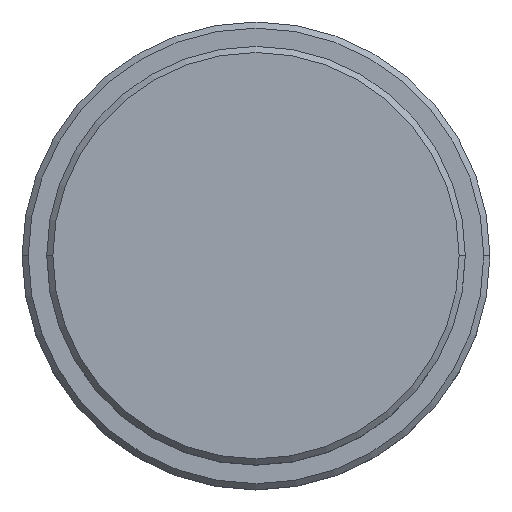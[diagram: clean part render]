
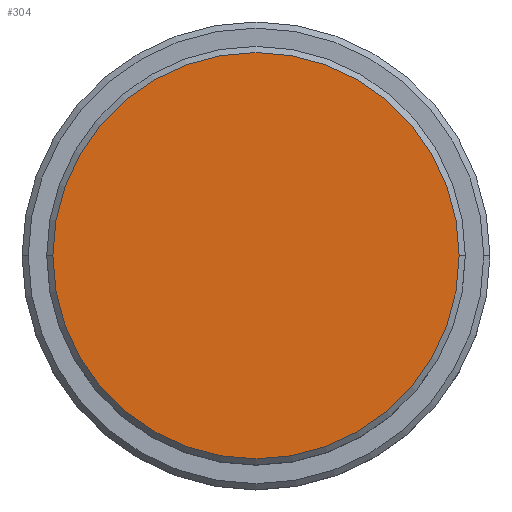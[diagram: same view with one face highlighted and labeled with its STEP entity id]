
A CAD part, top view. The second image highlights one B-rep face of the part: STEP entity #304.
In plain terms, the highlighted planar face has unit normal (0, 0, 1).
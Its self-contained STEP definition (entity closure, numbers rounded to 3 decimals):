
#34 = DIRECTION ( 'NONE',  ( 0., 0., 1. ) ) ;
#68 = EDGE_CURVE ( 'NONE', #441, #883, #1360, .T. ) ;
#104 = CARTESIAN_POINT ( 'NONE',  ( -16.5, 0., 0. ) ) ;
#123 = DIRECTION ( 'NONE',  ( 1., 0., 0. ) ) ;
#194 = ORIENTED_EDGE ( 'NONE', *, *, #361, .T. ) ;
#284 = DIRECTION ( 'NONE',  ( 1., 0., 0. ) ) ;
#304 = ADVANCED_FACE ( 'NONE', ( #1414 ), #1192, .T. ) ;
#361 = EDGE_CURVE ( 'NONE', #883, #441, #960, .T. ) ;
#441 = VERTEX_POINT ( 'NONE', #104 ) ;
#453 = ORIENTED_EDGE ( 'NONE', *, *, #68, .T. ) ;
#504 = DIRECTION ( 'NONE',  ( 0., 0., 1. ) ) ;
#512 = DIRECTION ( 'NONE',  ( 1., 0., 0. ) ) ;
#523 = AXIS2_PLACEMENT_3D ( 'NONE', #997, #34, #284 ) ;
#869 = AXIS2_PLACEMENT_3D ( 'NONE', #991, #1089, #123 ) ;
#883 = VERTEX_POINT ( 'NONE', #925 ) ;
#925 = CARTESIAN_POINT ( 'NONE',  ( 16.5, 0., 0. ) ) ;
#960 = CIRCLE ( 'NONE', #980, 16.5 ) ;
#980 = AXIS2_PLACEMENT_3D ( 'NONE', #1291, #504, #512 ) ;
#991 = CARTESIAN_POINT ( 'NONE',  ( 0., 0., 0. ) ) ;
#997 = CARTESIAN_POINT ( 'NONE',  ( 0., 0., 0. ) ) ;
#1089 = DIRECTION ( 'NONE',  ( 0., 0., 1. ) ) ;
#1192 = PLANE ( 'NONE',  #869 ) ;
#1291 = CARTESIAN_POINT ( 'NONE',  ( 0., 0., 0. ) ) ;
#1325 = EDGE_LOOP ( 'NONE', ( #453, #194 ) ) ;
#1360 = CIRCLE ( 'NONE', #523, 16.5 ) ;
#1414 = FACE_OUTER_BOUND ( 'NONE', #1325, .T. ) ;
